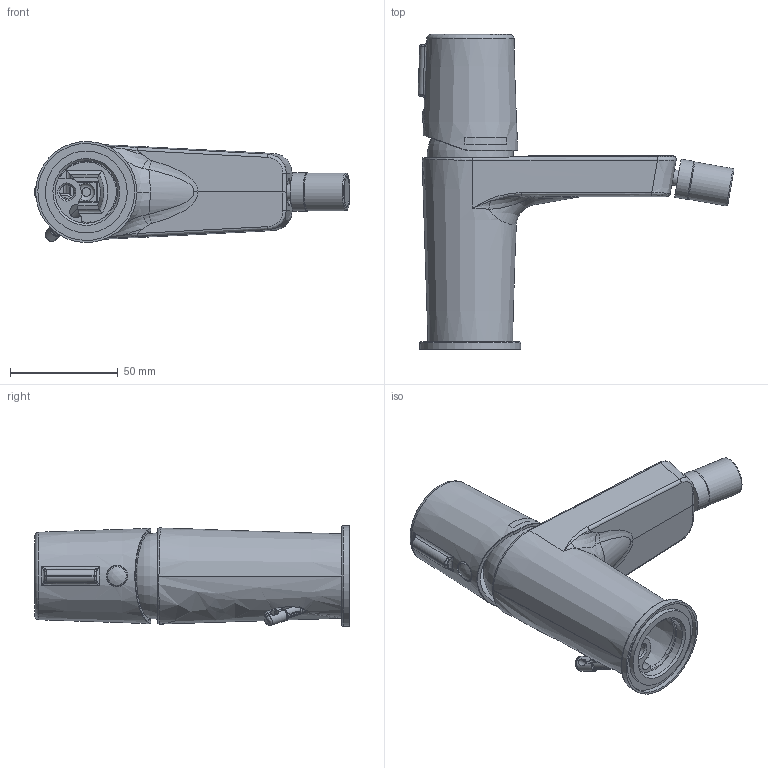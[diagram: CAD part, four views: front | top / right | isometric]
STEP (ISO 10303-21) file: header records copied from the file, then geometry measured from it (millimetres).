
FILE_DESCRIPTION (( 'STEP AP203' ), '1' );
FILE_NAME ('34BE02438.STEP', '2021-01-04T07:51:50', ( '' ), ( '' ), 'SwSTEP 2.0', 'SolidWorks 2018', '' );
FILE_SCHEMA (( 'CONFIG_CONTROL_DESIGN' ));
Length unit declared in the file: millimetre
Products named in the file (1): 34BE02438
Bounding box: 146.68 x 146.3 x 46.96 mm (x, y, z)
Volume: 98483.6 mm3; surface area: 69734.6 mm2
Topology: 9 solids, 9 shells, 450 faces, 1063 edges, 645 vertices
Faces by surface type: bspline 182, plane 112, cylinder 104, cone 29, torus 20, sphere 3
Full cylindrical faces by diameter (mm): 4.2 x1, 4.5 x1, 5 x1, 6.8 x2, 7 x1, 7.2 x1, 8 x1, 9.5 x1, 10 x1, 11 x1, 12 x1, 12.5 x1, 13.3 x1, 14 x1, 14.2 x1, 14.5 x1, 15 x2, 16 x1, 17.6 x1, 18 x1, 29 x1, 30.3 x1, 31 x1, 31.8 x1, 32 x1, 32.8 x1, 35.2 x2, 35.8 x2, 37 x1, 38 x1
Entity records: 25591 total; most frequent: CARTESIAN_POINT 17341, ORIENTED_EDGE 1934, DIRECTION 1196, EDGE_CURVE 967, VERTEX_POINT 625, EDGE_LOOP 562, FACE_OUTER_BOUND 496, AXIS2_PLACEMENT_3D 487
